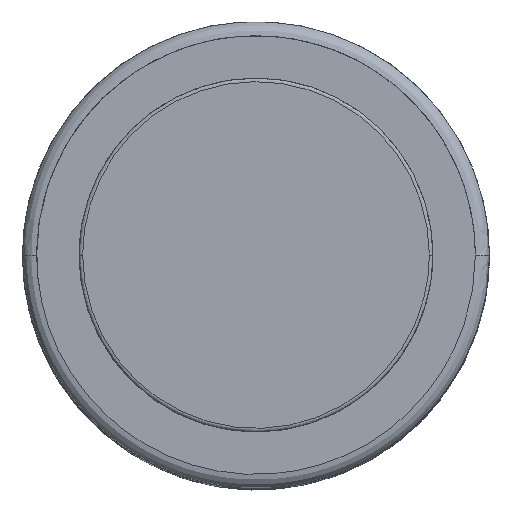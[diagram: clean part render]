
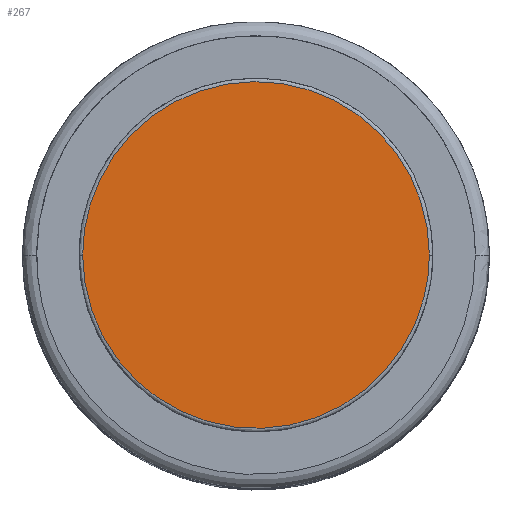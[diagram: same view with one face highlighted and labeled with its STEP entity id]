
A CAD part, top view. The second image highlights one B-rep face of the part: STEP entity #267.
In plain terms, the highlighted planar face has unit normal (0, 0, 1).
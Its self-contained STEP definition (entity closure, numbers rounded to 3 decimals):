
#267=ADVANCED_FACE('',(#357),#2184,.T.);
#357=FACE_OUTER_BOUND('',#436,.T.);
#436=EDGE_LOOP('',(#745,#746));
#745=ORIENTED_EDGE('',*,*,#1147,.T.);
#746=ORIENTED_EDGE('',*,*,#1150,.T.);
#1147=EDGE_CURVE('',#1878,#1880,#1539,.T.);
#1150=EDGE_CURVE('',#1880,#1878,#1542,.T.);
#1539=(
BOUNDED_CURVE()
B_SPLINE_CURVE(3,(#3449,#3450,#3451,#3452,#3453,#3454,#3455,#3456,#3457,
#3458,#3459,#3460,#3461,#3462,#3463,#3464,#3465,#3466,#3467,#3468,#3469,
#3470,#3471,#3472,#3473,#3474,#3475,#3476,#3477,#3478,#3479,#3480,#3481,
#3482,#3483,#3484,#3485),.UNSPECIFIED.,.F.,.F.)
B_SPLINE_CURVE_WITH_KNOTS((4,3,3,3,3,3,3,3,3,3,3,3,4),(0.,6.156,
9.621,13.086,16.164,19.242,22.32,
25.398,28.863,30.595,32.328,35.406,
38.484),.UNSPECIFIED.)
CURVE()
GEOMETRIC_REPRESENTATION_ITEM()
RATIONAL_B_SPLINE_CURVE((1.,1.,1.,1.,1.,1.,1.,1.,1.,1.,1.,
1.,1.,1.,1.,1.,1.,1.,1.,1.,1.,1.,1.,1.,1.,
1.,1.,1.,1.,1.,1.,1.,1.,1.,1.,1.,1.))
REPRESENTATION_ITEM('')
);
#1542=(
BOUNDED_CURVE()
B_SPLINE_CURVE(3,(#3529,#3530,#3531,#3532,#3533,#3534,#3535,#3536,#3537,
#3538,#3539,#3540,#3541,#3542,#3543,#3544,#3545,#3546,#3547,#3548,#3549,
#3550,#3551,#3552,#3553,#3554,#3555,#3556,#3557,#3558,#3559,#3560,#3561,
#3562,#3563,#3564,#3565,#3566,#3567,#3568),.UNSPECIFIED.,.F.,.F.)
B_SPLINE_CURVE_WITH_KNOTS((4,3,3,3,3,3,3,3,3,3,3,3,3,4),(38.484,
41.562,44.64,48.105,51.57,54.648,
57.726,60.804,63.882,67.347,69.079,
70.812,73.89,76.968),.UNSPECIFIED.)
CURVE()
GEOMETRIC_REPRESENTATION_ITEM()
RATIONAL_B_SPLINE_CURVE((1.,1.,1.,1.,1.,
1.,1.,1.,1.,1.,1.,1.,1.,1.,
1.,1.,1.,1.,1.,1.,1.,1.,1.,
1.,1.,1.,1.,1.,1.,1.,1.,1.,
1.,1.,1.,1.,1.,1.,1.,1.))
REPRESENTATION_ITEM('')
);
#1878=VERTEX_POINT('',#3406);
#1880=VERTEX_POINT('',#3408);
#2184=PLANE('',#2241);
#2241=AXIS2_PLACEMENT_3D('',#3236,#2282,$);
#2282=DIRECTION('',(0.,0.,1.));
#3236=CARTESIAN_POINT('',(-15.625,-15.625,64.492));
#3406=CARTESIAN_POINT('',(12.25,0.,64.492));
#3408=CARTESIAN_POINT('',(-12.25,0.,64.492));
#3449=CARTESIAN_POINT('',(12.25,0.,64.492));
#3450=CARTESIAN_POINT('',(12.254,2.052,64.492));
#3451=CARTESIAN_POINT('',(11.724,4.102,64.492));
#3452=CARTESIAN_POINT('',(10.736,5.9,64.492));
#3453=CARTESIAN_POINT('',(10.18,6.913,64.492));
#3454=CARTESIAN_POINT('',(9.479,7.845,64.492));
#3455=CARTESIAN_POINT('',(8.662,8.662,64.492));
#3456=CARTESIAN_POINT('',(7.845,9.478,64.492));
#3457=CARTESIAN_POINT('',(6.912,10.179,64.492));
#3458=CARTESIAN_POINT('',(5.9,10.736,64.492));
#3459=CARTESIAN_POINT('',(5.001,11.23,64.492));
#3460=CARTESIAN_POINT('',(4.039,11.61,64.492));
#3461=CARTESIAN_POINT('',(3.045,11.865,64.492));
#3462=CARTESIAN_POINT('',(2.052,12.12,64.492));
#3463=CARTESIAN_POINT('',(1.026,12.25,64.492));
#3464=CARTESIAN_POINT('',(0.,12.25,64.492));
#3465=CARTESIAN_POINT('',(-1.026,12.25,64.492));
#3466=CARTESIAN_POINT('',(-2.052,12.12,64.492));
#3467=CARTESIAN_POINT('',(-3.046,11.865,64.492));
#3468=CARTESIAN_POINT('',(-4.04,11.61,64.492));
#3469=CARTESIAN_POINT('',(-5.001,11.23,64.492));
#3470=CARTESIAN_POINT('',(-5.9,10.735,64.492));
#3471=CARTESIAN_POINT('',(-6.912,10.179,64.492));
#3472=CARTESIAN_POINT('',(-7.846,9.479,64.492));
#3473=CARTESIAN_POINT('',(-8.662,8.662,64.492));
#3474=CARTESIAN_POINT('',(-9.071,8.254,64.492));
#3475=CARTESIAN_POINT('',(-9.45,7.816,64.492));
#3476=CARTESIAN_POINT('',(-9.797,7.354,64.492));
#3477=CARTESIAN_POINT('',(-10.143,6.892,64.492));
#3478=CARTESIAN_POINT('',(-10.458,6.406,64.492));
#3479=CARTESIAN_POINT('',(-10.736,5.9,64.492));
#3480=CARTESIAN_POINT('',(-11.23,5.001,64.492));
#3481=CARTESIAN_POINT('',(-11.61,4.039,64.492));
#3482=CARTESIAN_POINT('',(-11.866,3.046,64.492));
#3483=CARTESIAN_POINT('',(-12.121,2.052,64.492));
#3484=CARTESIAN_POINT('',(-12.25,1.026,64.492));
#3485=CARTESIAN_POINT('',(-12.25,0.,64.492));
#3529=CARTESIAN_POINT('',(-12.25,0.,64.492));
#3530=CARTESIAN_POINT('',(-12.25,-1.026,64.492));
#3531=CARTESIAN_POINT('',(-12.121,-2.052,64.492));
#3532=CARTESIAN_POINT('',(-11.866,-3.046,64.492));
#3533=CARTESIAN_POINT('',(-11.61,-4.04,64.492));
#3534=CARTESIAN_POINT('',(-11.23,-5.001,64.492));
#3535=CARTESIAN_POINT('',(-10.736,-5.9,64.492));
#3536=CARTESIAN_POINT('',(-10.179,-6.913,64.492));
#3537=CARTESIAN_POINT('',(-9.479,-7.846,64.492));
#3538=CARTESIAN_POINT('',(-8.662,-8.662,64.492));
#3539=CARTESIAN_POINT('',(-7.846,-9.479,64.492));
#3540=CARTESIAN_POINT('',(-6.913,-10.179,64.492));
#3541=CARTESIAN_POINT('',(-5.9,-10.736,64.492));
#3542=CARTESIAN_POINT('',(-5.001,-11.23,64.492));
#3543=CARTESIAN_POINT('',(-4.04,-11.61,64.492));
#3544=CARTESIAN_POINT('',(-3.046,-11.866,64.492));
#3545=CARTESIAN_POINT('',(-2.052,-12.121,64.492));
#3546=CARTESIAN_POINT('',(-1.026,-12.25,64.492));
#3547=CARTESIAN_POINT('',(0.,-12.25,64.492));
#3548=CARTESIAN_POINT('',(1.026,-12.25,64.492));
#3549=CARTESIAN_POINT('',(2.052,-12.121,64.492));
#3550=CARTESIAN_POINT('',(3.046,-11.866,64.492));
#3551=CARTESIAN_POINT('',(4.039,-11.611,64.492));
#3552=CARTESIAN_POINT('',(5.001,-11.23,64.492));
#3553=CARTESIAN_POINT('',(5.9,-10.736,64.492));
#3554=CARTESIAN_POINT('',(6.912,-10.179,64.492));
#3555=CARTESIAN_POINT('',(7.845,-9.479,64.492));
#3556=CARTESIAN_POINT('',(8.662,-8.662,64.492));
#3557=CARTESIAN_POINT('',(9.07,-8.254,64.492));
#3558=CARTESIAN_POINT('',(9.45,-7.817,64.492));
#3559=CARTESIAN_POINT('',(9.796,-7.355,64.492));
#3560=CARTESIAN_POINT('',(10.143,-6.893,64.492));
#3561=CARTESIAN_POINT('',(10.457,-6.406,64.492));
#3562=CARTESIAN_POINT('',(10.735,-5.9,64.492));
#3563=CARTESIAN_POINT('',(11.23,-5.001,64.492));
#3564=CARTESIAN_POINT('',(11.61,-4.04,64.492));
#3565=CARTESIAN_POINT('',(11.865,-3.046,64.492));
#3566=CARTESIAN_POINT('',(12.12,-2.052,64.492));
#3567=CARTESIAN_POINT('',(12.25,-1.026,64.492));
#3568=CARTESIAN_POINT('',(12.25,0.,64.492));
